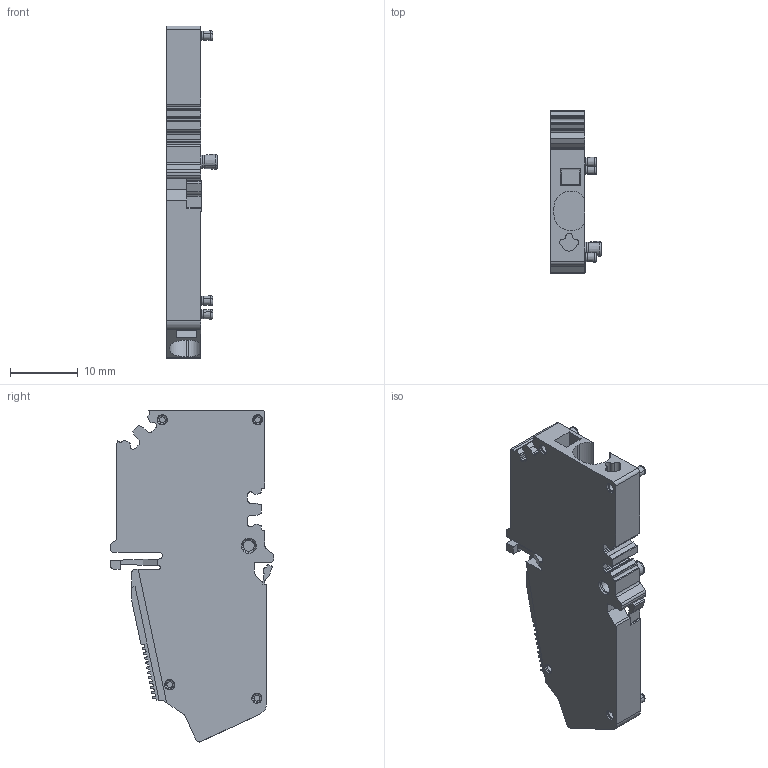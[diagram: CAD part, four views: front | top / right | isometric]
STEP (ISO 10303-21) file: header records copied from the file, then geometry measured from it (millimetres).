
FILE_DESCRIPTION(('CATIA V5 STEP Exchange','CAx-IF Rec.Pracs.--- Model Styling and Organization---1.2---2011-12-15'),'2;1');
FILE_NAME ('D1450615_0', '2018-12-03T15:34:42+00:00', ('none'), ('Weidmueller'), 'CATIA Version 5-6 Release 2014', 'CATIA V5 STEP AP214', 'none');
FILE_SCHEMA(('AUTOMOTIVE_DESIGN { 1 0 10303 214 1 1 1 1 }'));
Length unit declared in the file: millimetre
Products named in the file (1): 1288590000
Bounding box: 7.53 x 24.2 x 49.13 mm (x, y, z)
Volume: 3987.4 mm3; surface area: 3128.9 mm2
Topology: 1 solids, 1 shells, 415 faces, 1145 edges, 744 vertices
Faces by surface type: plane 210, cylinder 143, cone 42, torus 20
Entity records: 12597 total; most frequent: CARTESIAN_POINT 2296, ORIENTED_EDGE 2290, DIRECTION 1837, EDGE_CURVE 1145, VECTOR 765, LINE 765, VERTEX_POINT 744, AXIS2_PLACEMENT_3D 722
